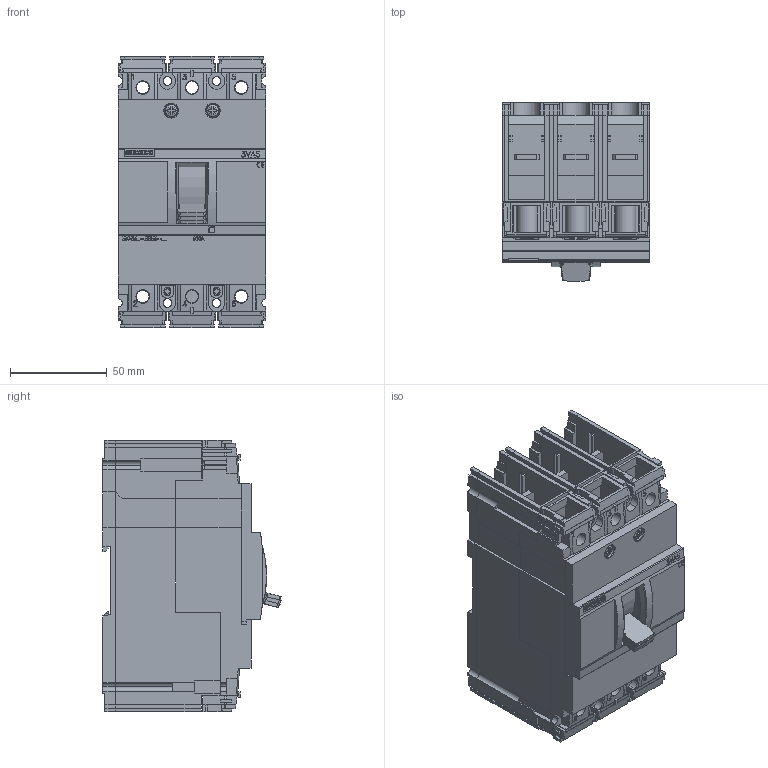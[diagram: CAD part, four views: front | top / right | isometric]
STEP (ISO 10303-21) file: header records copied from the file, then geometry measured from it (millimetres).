
FILE_DESCRIPTION(('no description'),'unknown implementation level');
FILE_NAME('3VA51xxxBB310_3D_v.stp',' ',('SIEMENS A&D'),('CADClick - KiM GmbH - www.kimweb.de'),'unknown preprocess','ACIS','unknown authorization');
FILE_SCHEMA(('automotive_design'));
Length unit declared in the file: millimetre
Products named in the file (2): 3VA51..-.BB31-....
Bounding box: 76.2 x 92.06 x 140 mm (x, y, z)
Volume: 640738.7 mm3; surface area: 138276.9 mm2
Topology: 2 solids, 2 shells, 2231 faces, 6664 edges, 4418 vertices
Faces by surface type: plane 1949, cylinder 253, torus 15, cone 14
Entity records: 148684 total; most frequent: CARTESIAN_POINT 14332, ORIENTED_EDGE 13328, STYLED_ITEM 13315, PRESENTATION_STYLE_ASSIGNMENT 13315, COLOUR_RGB 13315, DIRECTION 11911, EDGE_CURVE 6664, CURVE_STYLE 6664
